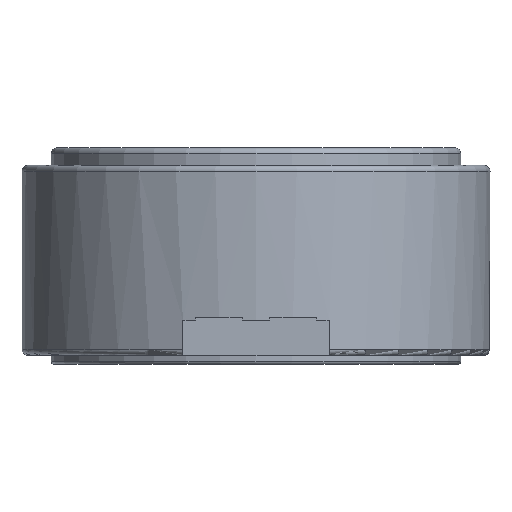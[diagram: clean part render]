
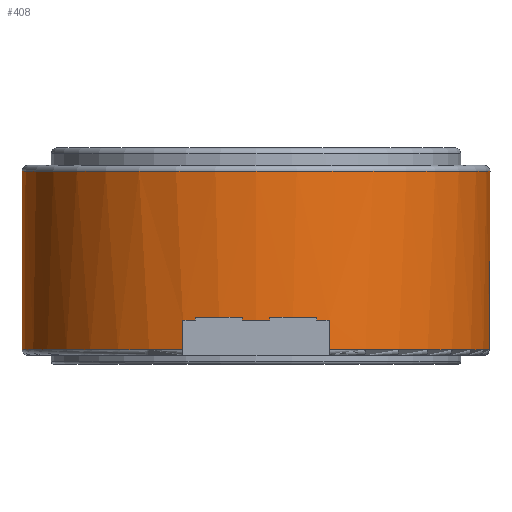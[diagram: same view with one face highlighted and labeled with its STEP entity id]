
A CAD part, front view. The second image highlights one B-rep face of the part: STEP entity #408.
In plain terms, the highlighted cylindrical face has radius 4 mm (diameter 8 mm), a full revolution.
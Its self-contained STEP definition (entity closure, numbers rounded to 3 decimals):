
#35=LINE('',#617,#72);
#36=LINE('',#621,#73);
#37=LINE('',#625,#74);
#72=VECTOR('',#507,4.);
#73=VECTOR('',#510,10.);
#74=VECTOR('',#513,10.);
#109=CYLINDRICAL_SURFACE('',#452,4.);
#115=FACE_OUTER_BOUND('',#138,.T.);
#138=EDGE_LOOP('',(#279,#280,#281,#282,#283,#284,#285,#286));
#165=CIRCLE('',#451,4.);
#166=CIRCLE('',#453,4.);
#167=CIRCLE('',#454,4.);
#168=CIRCLE('',#455,4.);
#179=VERTEX_POINT('',#612);
#180=VERTEX_POINT('',#616);
#181=VERTEX_POINT('',#618);
#182=VERTEX_POINT('',#620);
#183=VERTEX_POINT('',#622);
#184=VERTEX_POINT('',#624);
#218=EDGE_CURVE('',#179,#179,#165,.T.);
#219=EDGE_CURVE('',#179,#180,#35,.T.);
#220=EDGE_CURVE('',#181,#180,#166,.T.);
#221=EDGE_CURVE('',#181,#182,#36,.T.);
#222=EDGE_CURVE('',#182,#183,#167,.T.);
#223=EDGE_CURVE('',#183,#184,#37,.T.);
#224=EDGE_CURVE('',#180,#184,#168,.T.);
#279=ORIENTED_EDGE('',*,*,#218,.F.);
#280=ORIENTED_EDGE('',*,*,#219,.T.);
#281=ORIENTED_EDGE('',*,*,#220,.F.);
#282=ORIENTED_EDGE('',*,*,#221,.T.);
#283=ORIENTED_EDGE('',*,*,#222,.T.);
#284=ORIENTED_EDGE('',*,*,#223,.T.);
#285=ORIENTED_EDGE('',*,*,#224,.F.);
#286=ORIENTED_EDGE('',*,*,#219,.F.);
#408=ADVANCED_FACE('',(#115),#109,.T.);
#451=AXIS2_PLACEMENT_3D('',#614,#503,#504);
#452=AXIS2_PLACEMENT_3D('',#615,#505,#506);
#453=AXIS2_PLACEMENT_3D('',#619,#508,#509);
#454=AXIS2_PLACEMENT_3D('',#623,#511,#512);
#455=AXIS2_PLACEMENT_3D('',#626,#514,#515);
#503=DIRECTION('center_axis',(0.,0.,1.));
#504=DIRECTION('ref_axis',(1.,0.,0.));
#505=DIRECTION('center_axis',(0.,0.,1.));
#506=DIRECTION('ref_axis',(1.,0.,0.));
#507=DIRECTION('',(0.,0.,-1.));
#508=DIRECTION('center_axis',(0.,0.,-1.));
#509=DIRECTION('ref_axis',(0.,1.,0.));
#510=DIRECTION('',(0.,0.,1.));
#511=DIRECTION('center_axis',(0.,0.,1.));
#512=DIRECTION('ref_axis',(1.,0.,0.));
#513=DIRECTION('',(0.,0.,-1.));
#514=DIRECTION('center_axis',(0.,0.,-1.));
#515=DIRECTION('ref_axis',(0.,1.,0.));
#612=CARTESIAN_POINT('',(-4.,0.,3.15));
#614=CARTESIAN_POINT('Origin',(0.,0.,3.15));
#615=CARTESIAN_POINT('Origin',(0.,0.,0.));
#616=CARTESIAN_POINT('',(-4.,0.,0.1));
#617=CARTESIAN_POINT('',(-4.,0.,0.));
#618=CARTESIAN_POINT('',(-1.25,-3.8,0.1));
#619=CARTESIAN_POINT('Origin',(0.,0.,0.1));
#620=CARTESIAN_POINT('',(-1.25,-3.8,0.6));
#621=CARTESIAN_POINT('',(-1.25,-3.8,0.));
#622=CARTESIAN_POINT('',(1.25,-3.8,0.6));
#623=CARTESIAN_POINT('Origin',(0.,0.,0.6));
#624=CARTESIAN_POINT('',(1.25,-3.8,0.1));
#625=CARTESIAN_POINT('',(1.25,-3.8,0.));
#626=CARTESIAN_POINT('Origin',(0.,0.,0.1));
